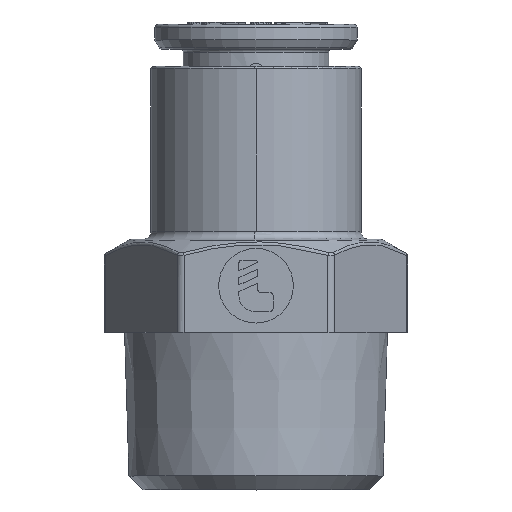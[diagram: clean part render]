
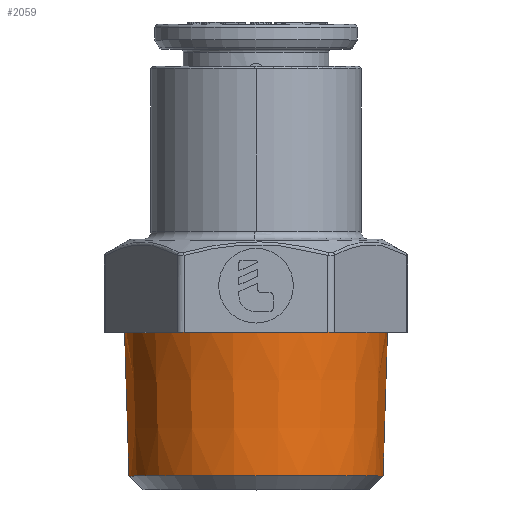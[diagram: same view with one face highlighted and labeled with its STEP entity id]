
A CAD part, top view. The second image highlights one B-rep face of the part: STEP entity #2059.
In plain terms, the highlighted conical face has half-angle 1.78 degrees and reference radius 8.303 mm.
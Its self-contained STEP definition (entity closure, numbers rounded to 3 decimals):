
#2059=ADVANCED_FACE('',(#4329),#4330,.T.);
#4329=FACE_OUTER_BOUND('',#8683,.T.);
#4330=CONICAL_SURFACE('',#8684,8.303,0.031);
#8683=EDGE_LOOP('',(#15255,#15256,#15257,#15258));
#8684=AXIS2_PLACEMENT_3D('',#15259,#15260,#15261);
#15255=ORIENTED_EDGE('',*,*,#17292,.T.);
#15256=ORIENTED_EDGE('',*,*,#19605,.T.);
#15257=ORIENTED_EDGE('',*,*,#17294,.T.);
#15258=ORIENTED_EDGE('',*,*,#18135,.F.);
#15259=CARTESIAN_POINT('',(0.0,-4.608,0.0));
#15260=DIRECTION('',(-0.0,1.0,-0.0));
#15261=DIRECTION('',(1.0,0.0,0.0));
#17292=EDGE_CURVE('',#20387,#20388,#20389,.T.);
#17294=EDGE_CURVE('',#20392,#20390,#20393,.T.);
#18135=EDGE_CURVE('',#20387,#20390,#21820,.T.);
#19605=EDGE_CURVE('',#20388,#20392,#23853,.T.);
#20387=VERTEX_POINT('',#24973);
#20388=VERTEX_POINT('',#24974);
#20389=LINE('',#24975,#24976);
#20390=VERTEX_POINT('',#24977);
#20392=VERTEX_POINT('',#24979);
#20393=LINE('',#24980,#24981);
#21820=CIRCLE('',#27240,8.16);
#23853=CIRCLE('',#31335,8.446);
#24973=CARTESIAN_POINT('',(8.16,-9.217,0.));
#24974=CARTESIAN_POINT('',(8.446,0.,0.0));
#24975=CARTESIAN_POINT('',(8.303,-4.608,0.));
#24976=VECTOR('',#32402,1.0);
#24977=CARTESIAN_POINT('',(-8.16,-9.217,0.0));
#24979=CARTESIAN_POINT('',(-8.446,0.,0.));
#24980=CARTESIAN_POINT('',(-8.303,-4.608,0.));
#24981=VECTOR('',#32406,1.0);
#27240=AXIS2_PLACEMENT_3D('',#33356,#33357,#33358);
#31335=AXIS2_PLACEMENT_3D('',#34705,#34706,#34707);
#32402=DIRECTION('',(0.031,1.,0.));
#32406=DIRECTION('',(0.031,-1.,0.));
#33356=CARTESIAN_POINT('',(0.0,-9.217,0.0));
#33357=DIRECTION('',(0.0,-1.0,0.0));
#33358=DIRECTION('',(1.0,0.0,0.0));
#34705=CARTESIAN_POINT('',(0.0,0.,0.0));
#34706=DIRECTION('',(0.0,-1.0,0.0));
#34707=DIRECTION('',(1.0,0.0,0.0));
